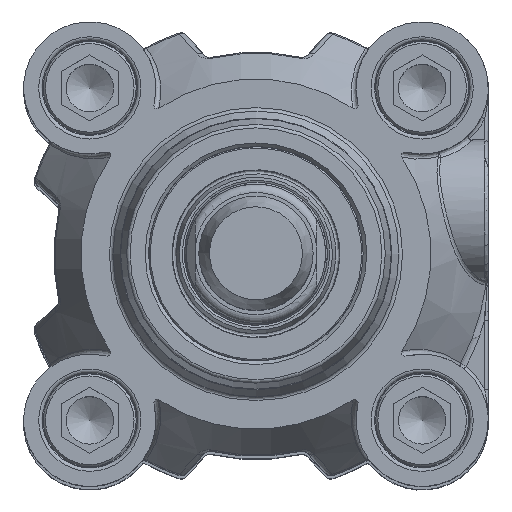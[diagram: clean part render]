
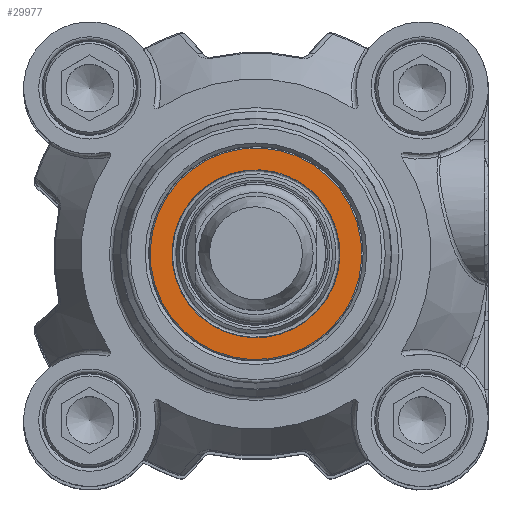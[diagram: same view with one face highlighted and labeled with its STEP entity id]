
A CAD part, top view. The second image highlights one B-rep face of the part: STEP entity #29977.
In plain terms, the highlighted planar face has unit normal (0, 0, 1).
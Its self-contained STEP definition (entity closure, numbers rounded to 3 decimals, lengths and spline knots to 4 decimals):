
#7092=FACE_BOUND($,#10898,.T.);
#8787=FACE_OUTER_BOUND($,#10897,.T.);
#10897=EDGE_LOOP($,(#26982));
#10898=EDGE_LOOP($,(#26983));
#11762=CIRCLE($,#31650,1.48);
#11764=CIRCLE($,#31653,1.175);
#14485=VERTEX_POINT($,#62261);
#14487=VERTEX_POINT($,#62266);
#18705=EDGE_CURVE($,#14485,#14485,#11762,.T.);
#18707=EDGE_CURVE($,#14487,#14487,#11764,.T.);
#26982=ORIENTED_EDGE($,*,*,#18705,.T.);
#26983=ORIENTED_EDGE($,*,*,#18707,.F.);
#28245=PLANE($,#31670);
#29977=ADVANCED_FACE($,(#8787,#7092),#28245,.F.);
#31650=AXIS2_PLACEMENT_3D($,#62262,#36514,#36515);
#31653=AXIS2_PLACEMENT_3D($,#62267,#36520,#36521);
#31670=AXIS2_PLACEMENT_3D($,#62292,#36554,#36555);
#36514=DIRECTION('center_axis',(0.,0.,1.));
#36515=DIRECTION('ref_axis',(-0.733,0.681,0.));
#36520=DIRECTION('center_axis',(0.,0.,1.));
#36521=DIRECTION('ref_axis',(-0.733,0.681,0.));
#36554=DIRECTION('center_axis',(0.,0.,-1.));
#36555=DIRECTION('ref_axis',(-1.,0.,0.));
#62261=CARTESIAN_POINT('',(-1.0843,1.0073,2.4795));
#62262=CARTESIAN_POINT('Origin',(0.,0.,2.4795));
#62266=CARTESIAN_POINT('',(-0.8609,0.7997,2.4795));
#62267=CARTESIAN_POINT('Origin',(0.,0.,2.4795));
#62292=CARTESIAN_POINT('Origin',(-1.0073,-1.0843,2.4795));
